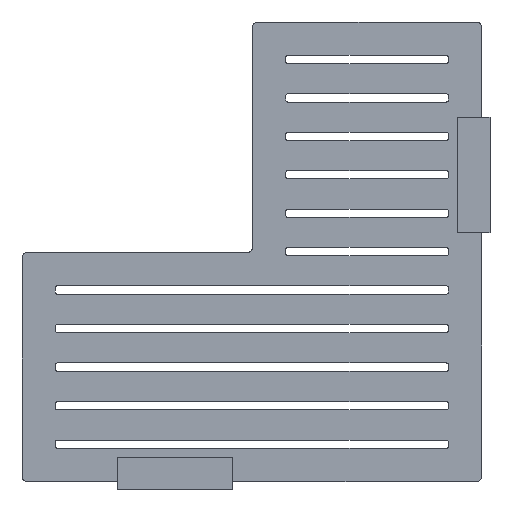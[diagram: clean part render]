
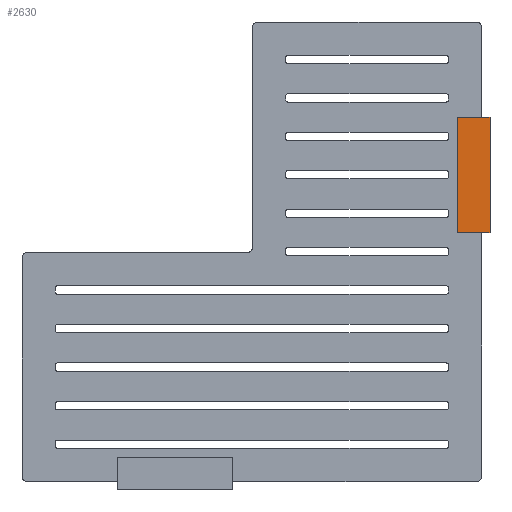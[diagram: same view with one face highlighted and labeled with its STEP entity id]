
A CAD part, front view. The second image highlights one B-rep face of the part: STEP entity #2630.
In plain terms, the highlighted planar face has unit normal (0, -1, 0).
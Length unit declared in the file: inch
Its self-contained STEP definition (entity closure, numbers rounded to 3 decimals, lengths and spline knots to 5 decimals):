
#523=DIRECTION('',(1.,0.,0.));
#524=VECTOR('',#523,0.611);
#525=CARTESIAN_POINT('',(-0.61,-0.21617,4.8635));
#526=LINE('',#525,#524);
#527=DIRECTION('',(0.,0.,-1.));
#528=VECTOR('',#527,2.175);
#529=CARTESIAN_POINT('',(-0.61,-0.21617,7.0385));
#530=LINE('',#529,#528);
#531=DIRECTION('',(-1.,0.,0.));
#532=VECTOR('',#531,0.611);
#533=CARTESIAN_POINT('',(0.001,-0.21617,7.0385));
#534=LINE('',#533,#532);
#535=DIRECTION('',(0.,0.,1.));
#536=VECTOR('',#535,2.175);
#537=CARTESIAN_POINT('',(0.001,-0.21617,4.8635));
#538=LINE('',#537,#536);
#2238=CARTESIAN_POINT('',(-0.61,-0.21617,7.0385));
#2239=CARTESIAN_POINT('',(-0.61,-0.21617,4.8635));
#2240=VERTEX_POINT('',#2238);
#2241=VERTEX_POINT('',#2239);
#2242=CARTESIAN_POINT('',(0.001,-0.21617,4.8635));
#2243=VERTEX_POINT('',#2242);
#2244=CARTESIAN_POINT('',(0.001,-0.21617,7.0385));
#2245=VERTEX_POINT('',#2244);
#2618=CARTESIAN_POINT('',(-0.3045,-0.21617,5.951));
#2619=DIRECTION('',(0.,-1.,0.));
#2620=DIRECTION('',(0.,0.,-1.));
#2621=AXIS2_PLACEMENT_3D('',#2618,#2619,#2620);
#2622=PLANE('',#2621);
#2624=ORIENTED_EDGE('',*,*,#2623,.F.);
#2625=ORIENTED_EDGE('',*,*,#2609,.F.);
#2626=ORIENTED_EDGE('',*,*,#2542,.F.);
#2627=ORIENTED_EDGE('',*,*,#2561,.F.);
#2628=EDGE_LOOP('',(#2624,#2625,#2626,#2627));
#2629=FACE_OUTER_BOUND('',#2628,.F.);
#2630=ADVANCED_FACE('',(#2629),#2622,.T.);
#2542=EDGE_CURVE('',#2240,#2241,#530,.T.);
#2561=EDGE_CURVE('',#2245,#2240,#534,.T.);
#2609=EDGE_CURVE('',#2241,#2243,#526,.T.);
#2623=EDGE_CURVE('',#2243,#2245,#538,.T.);
